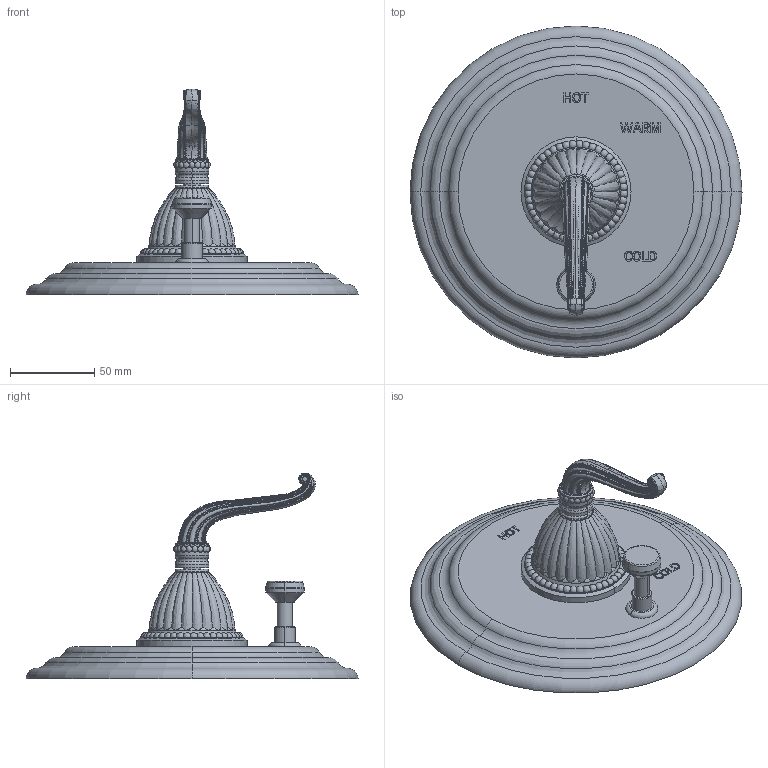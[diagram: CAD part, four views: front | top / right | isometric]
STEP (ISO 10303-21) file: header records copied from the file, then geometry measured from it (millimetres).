
FILE_DESCRIPTION((''),'2;1');
FILE_NAME('5-1092BP','2021-06-07T16:06:09',('jinson.thomas'),(''),'CREO PARAMETRIC BY PTC INC, 2018400','CREO PARAMETRIC BY PTC INC, 2018400','');
FILE_SCHEMA(('CONFIG_CONTROL_DESIGN'));
Length unit declared in the file: inch
Products named in the file (1): 5-1092BP
Bounding box: 196.85 x 196.85 x 122.08 mm (x, y, z)
Volume: 547838.1 mm3; surface area: 80898.9 mm2
Topology: 1 solids, 1 shells, 3305 faces, 9568 edges, 6251 vertices
Faces by surface type: bspline 1535, cylinder 1106, plane 432, sphere 90, extrusion 64, torus 40, revolution 30, cone 8
Entity records: 189892 total; most frequent: CARTESIAN_POINT 121312, ORIENTED_EDGE 18952, EDGE_CURVE 9476, B_SPLINE_CURVE_WITH_KNOTS 7123, DIRECTION 6918, VERTEX_POINT 6251, EDGE_LOOP 3383, FACE_OUTER_BOUND 3305
